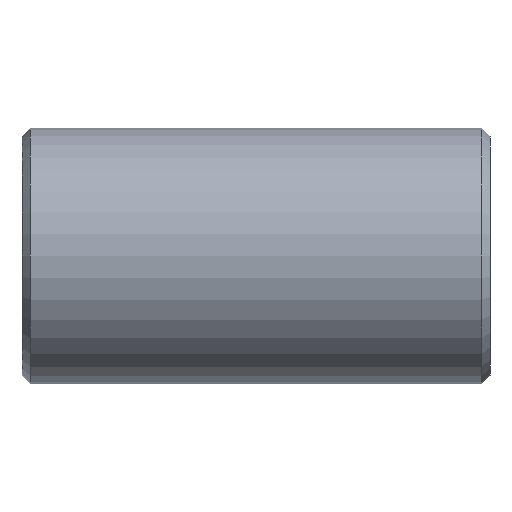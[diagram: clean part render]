
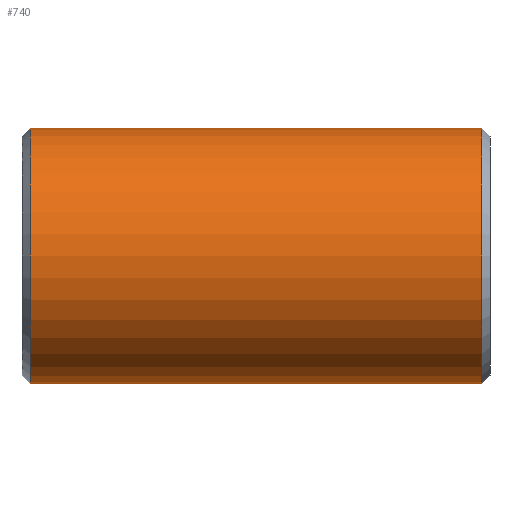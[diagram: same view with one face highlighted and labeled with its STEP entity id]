
A CAD part, front view. The second image highlights one B-rep face of the part: STEP entity #740.
In plain terms, the highlighted cylindrical face has radius 57.15 mm (diameter 114.3 mm), a partial arc.
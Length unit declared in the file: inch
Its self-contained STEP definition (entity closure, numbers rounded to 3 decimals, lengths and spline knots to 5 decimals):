
#60 = VERTEX_POINT ( 'NONE', #389 ) ;
#76 = ORIENTED_EDGE ( 'NONE', *, *, #357, .T. ) ;
#119 = DIRECTION ( 'NONE',  ( 0., 0., 1. ) ) ;
#122 = CIRCLE ( 'NONE', #482, 2.25 ) ;
#133 = EDGE_LOOP ( 'NONE', ( #554, #328, #76, #233 ) ) ;
#145 = CARTESIAN_POINT ( 'NONE',  ( 3.974, 0., 2.25 ) ) ;
#147 = VERTEX_POINT ( 'NONE', #517 ) ;
#189 = CARTESIAN_POINT ( 'NONE',  ( 4.12, 0., 0. ) ) ;
#200 = LINE ( 'NONE', #574, #286 ) ;
#211 = DIRECTION ( 'NONE',  ( -1., 0., 0. ) ) ;
#222 = CARTESIAN_POINT ( 'NONE',  ( 3.974, 0., 0. ) ) ;
#232 = AXIS2_PLACEMENT_3D ( 'NONE', #189, #243, #119 ) ;
#233 = ORIENTED_EDGE ( 'NONE', *, *, #616, .T. ) ;
#243 = DIRECTION ( 'NONE',  ( -1., 0., 0. ) ) ;
#248 = EDGE_CURVE ( 'NONE', #60, #147, #200, .T. ) ;
#262 = CARTESIAN_POINT ( 'NONE',  ( -3.974, 0., 0. ) ) ;
#271 = CIRCLE ( 'NONE', #724, 2.25 ) ;
#286 = VECTOR ( 'NONE', #211, 39.37008 ) ;
#308 = FACE_OUTER_BOUND ( 'NONE', #133, .T. ) ;
#327 = CARTESIAN_POINT ( 'NONE',  ( -3.974, 0., 2.25 ) ) ;
#328 = ORIENTED_EDGE ( 'NONE', *, *, #704, .T. ) ;
#354 = CYLINDRICAL_SURFACE ( 'NONE', #232, 2.25 ) ;
#357 = EDGE_CURVE ( 'NONE', #587, #423, #512, .T. ) ;
#389 = CARTESIAN_POINT ( 'NONE',  ( 3.974, 0., -2.25 ) ) ;
#423 = VERTEX_POINT ( 'NONE', #327 ) ;
#452 = DIRECTION ( 'NONE',  ( -1., 0., 0. ) ) ;
#468 = DIRECTION ( 'NONE',  ( 0., 0., -1. ) ) ;
#482 = AXIS2_PLACEMENT_3D ( 'NONE', #222, #452, #468 ) ;
#499 = DIRECTION ( 'NONE',  ( 1., 0., 0. ) ) ;
#512 = LINE ( 'NONE', #744, #599 ) ;
#517 = CARTESIAN_POINT ( 'NONE',  ( -3.974, 0., -2.25 ) ) ;
#554 = ORIENTED_EDGE ( 'NONE', *, *, #248, .F. ) ;
#574 = CARTESIAN_POINT ( 'NONE',  ( 4.12, 0., -2.25 ) ) ;
#587 = VERTEX_POINT ( 'NONE', #145 ) ;
#599 = VECTOR ( 'NONE', #689, 39.37008 ) ;
#616 = EDGE_CURVE ( 'NONE', #423, #147, #271, .T. ) ;
#681 = DIRECTION ( 'NONE',  ( 0., 0., 1. ) ) ;
#689 = DIRECTION ( 'NONE',  ( -1., 0., 0. ) ) ;
#704 = EDGE_CURVE ( 'NONE', #60, #587, #122, .T. ) ;
#724 = AXIS2_PLACEMENT_3D ( 'NONE', #262, #499, #681 ) ;
#740 = ADVANCED_FACE ( 'NONE', ( #308 ), #354, .T. ) ;
#744 = CARTESIAN_POINT ( 'NONE',  ( 4.12, 0., 2.25 ) ) ;
